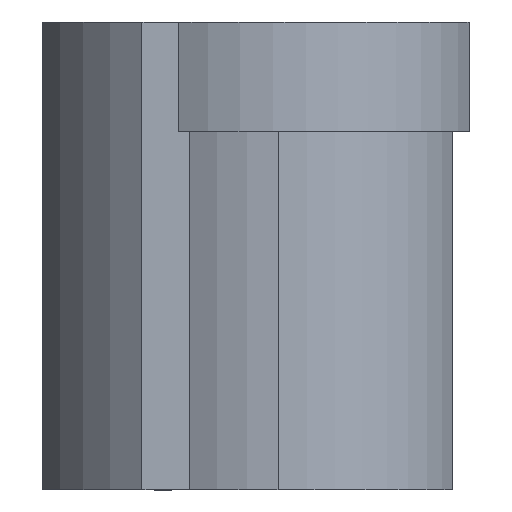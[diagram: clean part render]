
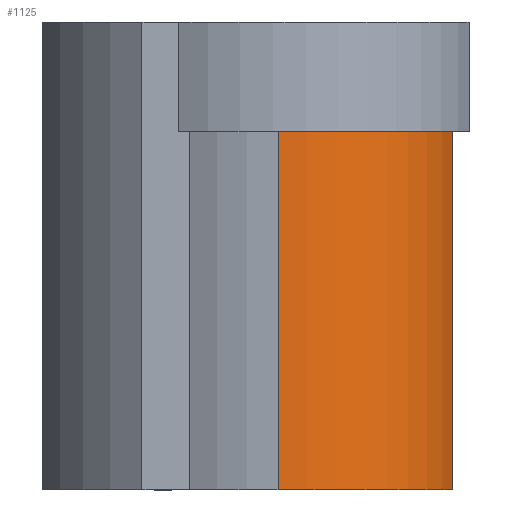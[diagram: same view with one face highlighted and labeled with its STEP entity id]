
A CAD part, left-side view. The second image highlights one B-rep face of the part: STEP entity #1125.
In plain terms, the highlighted cylindrical face has radius 11.7 mm (diameter 23.4 mm), a partial arc.
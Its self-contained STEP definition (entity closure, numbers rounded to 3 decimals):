
#101 = ORIENTED_EDGE ( 'NONE', *, *, #897, .T. ) ;
#120 = CIRCLE ( 'NONE', #1445, 11.7 ) ;
#195 = ORIENTED_EDGE ( 'NONE', *, *, #496, .T. ) ;
#200 = FACE_OUTER_BOUND ( 'NONE', #1253, .T. ) ;
#253 = CARTESIAN_POINT ( 'NONE',  ( -4.14, -59.657, 0. ) ) ;
#254 = CARTESIAN_POINT ( 'NONE',  ( -15.84, -59.657, 23. ) ) ;
#259 = LINE ( 'NONE', #260, #1181 ) ;
#260 = CARTESIAN_POINT ( 'NONE',  ( -15.84, -59.657, 30. ) ) ;
#401 = ORIENTED_EDGE ( 'NONE', *, *, #722, .T. ) ;
#413 = CARTESIAN_POINT ( 'NONE',  ( -7.568, -70.843, 30. ) ) ;
#418 = LINE ( 'NONE', #413, #911 ) ;
#430 = VERTEX_POINT ( 'NONE', #254 ) ;
#481 = CIRCLE ( 'NONE', #1586, 11.7 ) ;
#496 = EDGE_CURVE ( 'NONE', #430, #1187, #259, .T. ) ;
#497 = CYLINDRICAL_SURFACE ( 'NONE', #567, 11.7 ) ;
#507 = ORIENTED_EDGE ( 'NONE', *, *, #794, .F. ) ;
#567 = AXIS2_PLACEMENT_3D ( 'NONE', #1545, #907, #1067 ) ;
#722 = EDGE_CURVE ( 'NONE', #1187, #863, #481, .T. ) ;
#760 = DIRECTION ( 'NONE',  ( 0., 0., 1. ) ) ;
#794 = EDGE_CURVE ( 'NONE', #1504, #863, #418, .T. ) ;
#863 = VERTEX_POINT ( 'NONE', #1417 ) ;
#871 = CARTESIAN_POINT ( 'NONE',  ( -7.568, -70.843, 23. ) ) ;
#897 = EDGE_CURVE ( 'NONE', #1504, #430, #120, .T. ) ;
#907 = DIRECTION ( 'NONE',  ( 0., 0., -1. ) ) ;
#911 = VECTOR ( 'NONE', #1034, 1000. ) ;
#973 = CARTESIAN_POINT ( 'NONE',  ( -15.84, -59.657, 0. ) ) ;
#1006 = DIRECTION ( 'NONE',  ( 1., 0., 0. ) ) ;
#1034 = DIRECTION ( 'NONE',  ( 0., 0., -1. ) ) ;
#1067 = DIRECTION ( 'NONE',  ( -1., 0., 0. ) ) ;
#1125 = ADVANCED_FACE ( 'NONE', ( #200 ), #497, .T. ) ;
#1181 = VECTOR ( 'NONE', #1285, 1000. ) ;
#1187 = VERTEX_POINT ( 'NONE', #973 ) ;
#1253 = EDGE_LOOP ( 'NONE', ( #101, #195, #401, #507 ) ) ;
#1285 = DIRECTION ( 'NONE',  ( 0., 0., -1. ) ) ;
#1401 = DIRECTION ( 'NONE',  ( 0., 0., -1. ) ) ;
#1417 = CARTESIAN_POINT ( 'NONE',  ( -7.568, -70.843, 0. ) ) ;
#1445 = AXIS2_PLACEMENT_3D ( 'NONE', #1535, #1401, #1544 ) ;
#1504 = VERTEX_POINT ( 'NONE', #871 ) ;
#1535 = CARTESIAN_POINT ( 'NONE',  ( -4.14, -59.657, 23. ) ) ;
#1544 = DIRECTION ( 'NONE',  ( 1., 0., 0. ) ) ;
#1545 = CARTESIAN_POINT ( 'NONE',  ( -4.14, -59.657, 30. ) ) ;
#1586 = AXIS2_PLACEMENT_3D ( 'NONE', #253, #760, #1006 ) ;
